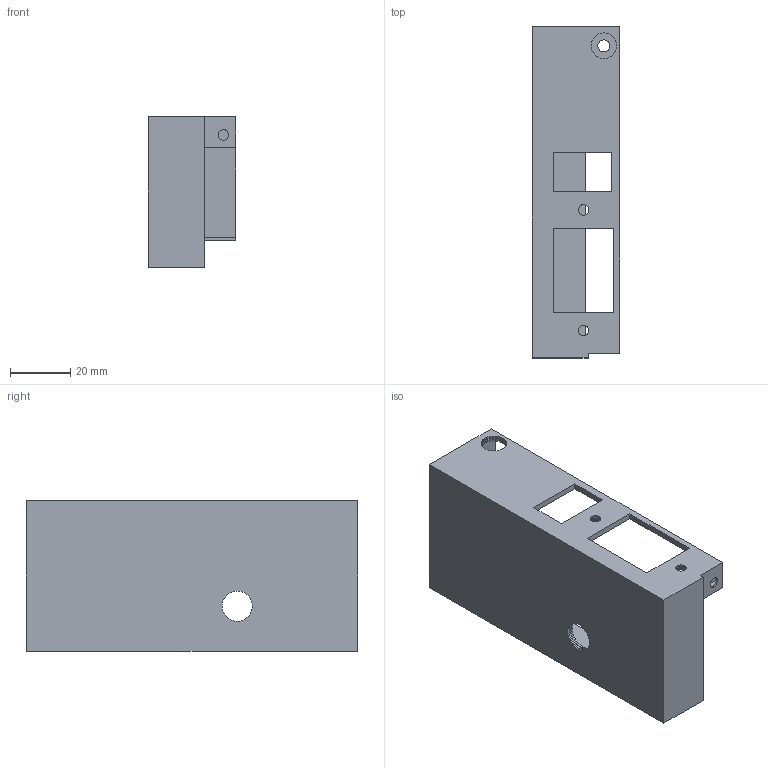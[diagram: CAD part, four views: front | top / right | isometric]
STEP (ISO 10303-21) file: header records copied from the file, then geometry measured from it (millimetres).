
FILE_DESCRIPTION(('FreeCAD Model'),'2;1');
FILE_NAME('Power_Supply_Cover_12V20A_Cut.step','2015-08-14T19:24:43',( 'Author'),(''),'Open CASCADE STEP processor 6.8','FreeCAD','Unknown' );
FILE_SCHEMA(('AUTOMOTIVE_DESIGN_CC2 { 1 2 10303 214 -1 1 5 4 }'));
Length unit declared in the file: millimetre
Products named in the file (1): Solid
Bounding box: 29 x 110 x 50 mm (x, y, z)
Volume: 23279.5 mm3; surface area: 24179.9 mm2
Topology: 1 solids, 1 shells, 323 faces, 968 edges, 648 vertices
Faces by surface type: plane 323
Entity records: 23307 total; most frequent: CARTESIAN_POINT 3876, DIRECTION 3552, LINE 2904, VECTOR 2904, ORIENTED_EDGE 1936, PCURVE 1936, DEFINITIONAL_REPRESENTATION 1936, EDGE_CURVE 968
